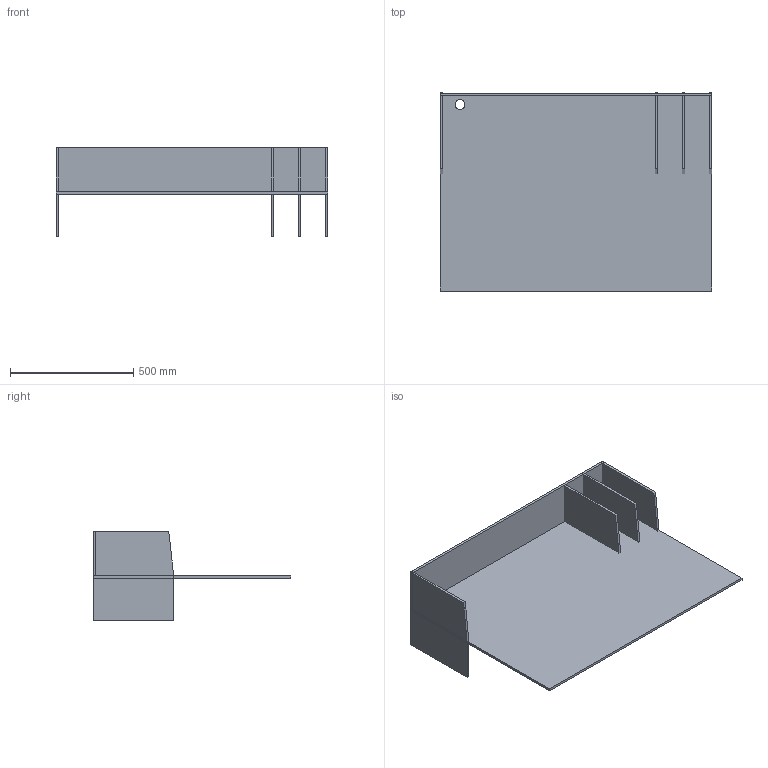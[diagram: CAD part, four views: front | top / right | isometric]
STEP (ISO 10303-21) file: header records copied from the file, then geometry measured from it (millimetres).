
FILE_DESCRIPTION(/* description */ ('STEP AP242','CAx-IF Rec.Pracs.---Representation and Presentation of Product Manufacturing Information (PMI)---4.0---2014-10-13','CAx-IF Rec.Pracs.---3D Tessellated Geometry---0.4---2014-09-14','2;1'),/* implementation_level */ '2;1');
FILE_NAME(/* name */ '6682c2bf6c356655ad659518',/* time_stamp */ '2024-07-01T14:52:48Z',/* author */ (''),/* organization */ (''),/* preprocessor_version */ 'ST-DEVELOPER v20',/* originating_system */ ' ',/* authorisation */ ' ');
FILE_SCHEMA (('AP242_MANAGED_MODEL_BASED_3D_ENGINEERING_MIM_LF { 1 0 10303 442 1 1 4 }'));
Length unit declared in the file: metre
Products named in the file (6): Part 2; Part 6; Part 4; Part 5; Part 3; Part 1
Bounding box: 1100 x 801.78 x 361.19 mm (x, y, z)
Volume: 15401122.3 mm3; surface area: 3199268.1 mm2
Topology: 6 solids, 6 shells, 41 faces, 88 edges, 59 vertices
Faces by surface type: plane 40, cylinder 1
Full cylindrical faces by diameter (mm): 40 x1
Entity records: 1231 total; most frequent: CARTESIAN_POINT 191, DIRECTION 182, ORIENTED_EDGE 172, EDGE_CURVE 86, LINE 84, VECTOR 84, VERTEX_POINT 58, AXIS2_PLACEMENT_3D 49
